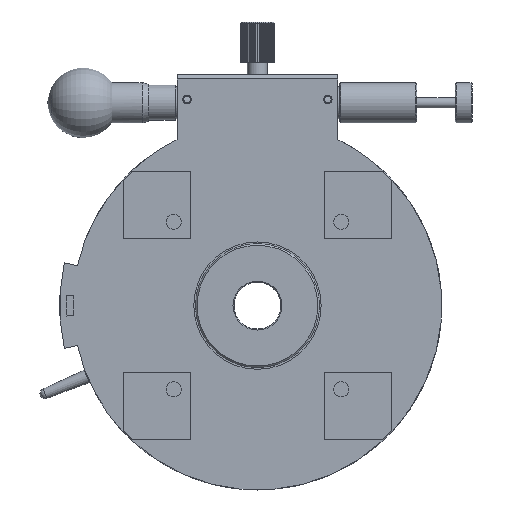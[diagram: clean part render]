
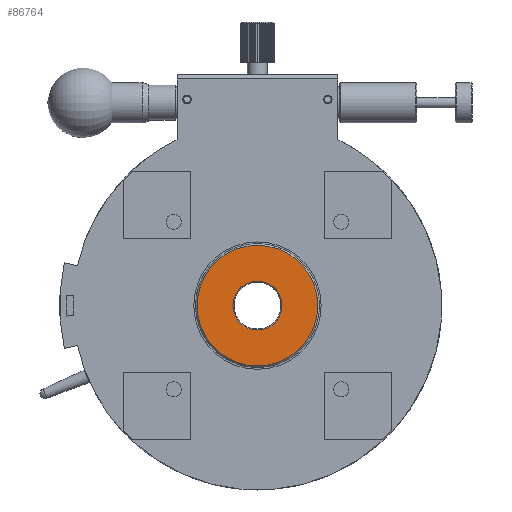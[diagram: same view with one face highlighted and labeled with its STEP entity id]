
A CAD part, front view. The second image highlights one B-rep face of the part: STEP entity #86764.
In plain terms, the highlighted planar face has unit normal (0, -1, 0).
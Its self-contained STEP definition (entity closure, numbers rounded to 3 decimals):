
#3920 = DIRECTION ( 'NONE',  ( -1., 0., 0. ) ) ;
#12610 = FACE_BOUND ( 'NONE', #52020, .T. ) ;
#16719 = DIRECTION ( 'NONE',  ( 1., 0., 0. ) ) ;
#18608 = PLANE ( 'NONE',  #24188 ) ;
#20430 = CARTESIAN_POINT ( 'NONE',  ( 55., 1., -55. ) ) ;
#24113 = EDGE_CURVE ( 'NONE', #48119, #48119, #81370, .T. ) ;
#24188 = AXIS2_PLACEMENT_3D ( 'NONE', #20430, #48511, #67843 ) ;
#32310 = AXIS2_PLACEMENT_3D ( 'NONE', #45709, #51714, #16719 ) ;
#34735 = CARTESIAN_POINT ( 'NONE',  ( 37., 1., -55. ) ) ;
#35182 = CIRCLE ( 'NONE', #32310, 7.3 ) ;
#40606 = ORIENTED_EDGE ( 'NONE', *, *, #24113, .F. ) ;
#40665 = FACE_OUTER_BOUND ( 'NONE', #66017, .T. ) ;
#45709 = CARTESIAN_POINT ( 'NONE',  ( 55., 1., -55. ) ) ;
#45793 = CARTESIAN_POINT ( 'NONE',  ( 55., 1., -55. ) ) ;
#46702 = DIRECTION ( 'NONE',  ( 0., 1., 0. ) ) ;
#47416 = EDGE_CURVE ( 'NONE', #81587, #81587, #35182, .T. ) ;
#48119 = VERTEX_POINT ( 'NONE', #34735 ) ;
#48511 = DIRECTION ( 'NONE',  ( 0., 1., 0. ) ) ;
#51714 = DIRECTION ( 'NONE',  ( 0., 1., 0. ) ) ;
#52020 = EDGE_LOOP ( 'NONE', ( #80804 ) ) ;
#62285 = AXIS2_PLACEMENT_3D ( 'NONE', #45793, #46702, #3920 ) ;
#65557 = CARTESIAN_POINT ( 'NONE',  ( 62.3, 1., -55. ) ) ;
#66017 = EDGE_LOOP ( 'NONE', ( #40606 ) ) ;
#67843 = DIRECTION ( 'NONE',  ( -1., 0., 0. ) ) ;
#80804 = ORIENTED_EDGE ( 'NONE', *, *, #47416, .T. ) ;
#81370 = CIRCLE ( 'NONE', #62285, 18. ) ;
#81587 = VERTEX_POINT ( 'NONE', #65557 ) ;
#86764 = ADVANCED_FACE ( 'NONE', ( #12610, #40665 ), #18608, .F. ) ;
